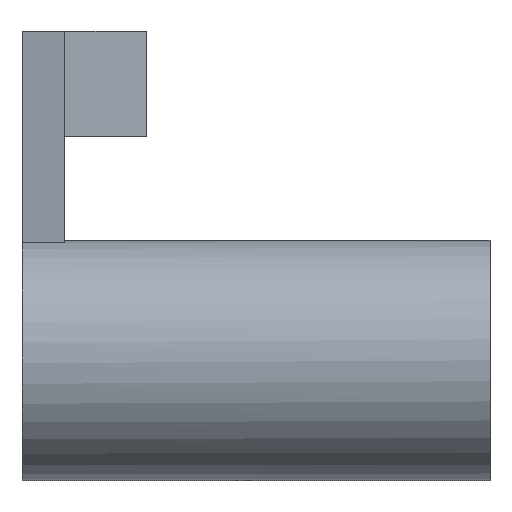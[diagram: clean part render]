
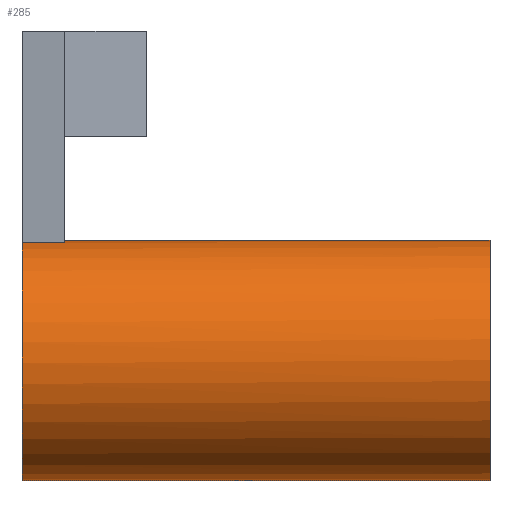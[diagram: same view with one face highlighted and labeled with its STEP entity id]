
A CAD part, top view. The second image highlights one B-rep face of the part: STEP entity #285.
In plain terms, the highlighted cylindrical face has radius 22.5 mm (diameter 45 mm), a full revolution.
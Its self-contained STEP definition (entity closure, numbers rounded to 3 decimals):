
#42=FACE_OUTER_BOUND('',#62,.T.);
#62=EDGE_LOOP('',(#223,#224,#225,#226,#227,#228,#229,#230));
#81=LINE('',#473,#106);
#82=LINE('',#476,#107);
#83=LINE('',#480,#108);
#106=VECTOR('',#392,10.);
#107=VECTOR('',#395,22.5);
#108=VECTOR('',#398,10.);
#131=CIRCLE('',#331,22.5);
#133=CIRCLE('',#336,22.5);
#134=CIRCLE('',#337,22.5);
#135=CIRCLE('',#338,22.5);
#143=VERTEX_POINT('',#459);
#146=VERTEX_POINT('',#467);
#148=VERTEX_POINT('',#471);
#149=VERTEX_POINT('',#475);
#150=VERTEX_POINT('',#477);
#151=VERTEX_POINT('',#479);
#170=EDGE_CURVE('',#143,#143,#131,.T.);
#176=EDGE_CURVE('',#146,#148,#81,.T.);
#177=EDGE_CURVE('',#143,#149,#82,.T.);
#178=EDGE_CURVE('',#150,#149,#133,.T.);
#179=EDGE_CURVE('',#151,#150,#83,.T.);
#180=EDGE_CURVE('',#146,#151,#134,.T.);
#181=EDGE_CURVE('',#149,#148,#135,.T.);
#223=ORIENTED_EDGE('',*,*,#170,.F.);
#224=ORIENTED_EDGE('',*,*,#177,.T.);
#225=ORIENTED_EDGE('',*,*,#178,.F.);
#226=ORIENTED_EDGE('',*,*,#179,.F.);
#227=ORIENTED_EDGE('',*,*,#180,.F.);
#228=ORIENTED_EDGE('',*,*,#176,.T.);
#229=ORIENTED_EDGE('',*,*,#181,.F.);
#230=ORIENTED_EDGE('',*,*,#177,.F.);
#275=CYLINDRICAL_SURFACE('',#335,22.5);
#285=ADVANCED_FACE('',(#42),#275,.T.);
#331=AXIS2_PLACEMENT_3D('',#460,#380,#381);
#335=AXIS2_PLACEMENT_3D('',#474,#393,#394);
#336=AXIS2_PLACEMENT_3D('',#478,#396,#397);
#337=AXIS2_PLACEMENT_3D('',#481,#399,#400);
#338=AXIS2_PLACEMENT_3D('',#482,#401,#402);
#380=DIRECTION('center_axis',(1.,0.,0.));
#381=DIRECTION('ref_axis',(0.,0.,-1.));
#392=DIRECTION('',(1.,0.,0.));
#393=DIRECTION('center_axis',(1.,0.,0.));
#394=DIRECTION('ref_axis',(0.,0.,1.));
#395=DIRECTION('',(-1.,0.,0.));
#396=DIRECTION('center_axis',(-1.,0.,0.));
#397=DIRECTION('ref_axis',(0.,0.,-1.));
#398=DIRECTION('',(1.,0.,0.));
#399=DIRECTION('center_axis',(-1.,0.,0.));
#400=DIRECTION('ref_axis',(0.,0.,1.));
#401=DIRECTION('center_axis',(-1.,0.,0.));
#402=DIRECTION('ref_axis',(0.,0.,-1.));
#459=CARTESIAN_POINT('',(141.25,-62.081,162.928));
#460=CARTESIAN_POINT('Origin',(141.25,-62.081,185.428));
#467=CARTESIAN_POINT('',(53.75,-83.188,177.633));
#471=CARTESIAN_POINT('',(61.75,-83.188,177.633));
#473=CARTESIAN_POINT('',(53.75,-83.188,177.633));
#474=CARTESIAN_POINT('Origin',(53.75,-62.081,185.428));
#475=CARTESIAN_POINT('',(61.75,-62.081,162.928));
#476=CARTESIAN_POINT('',(53.75,-62.081,162.928));
#477=CARTESIAN_POINT('',(61.75,-40.091,190.191));
#478=CARTESIAN_POINT('Origin',(61.75,-62.081,185.428));
#479=CARTESIAN_POINT('',(53.75,-40.091,190.191));
#480=CARTESIAN_POINT('',(53.75,-40.091,190.191));
#481=CARTESIAN_POINT('Origin',(53.75,-62.081,185.428));
#482=CARTESIAN_POINT('Origin',(61.75,-62.081,185.428));
